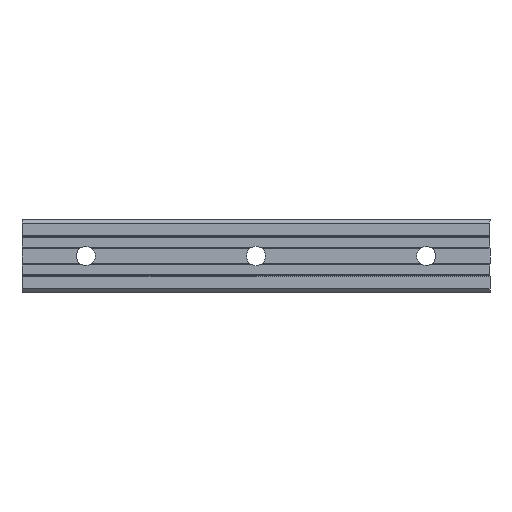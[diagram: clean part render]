
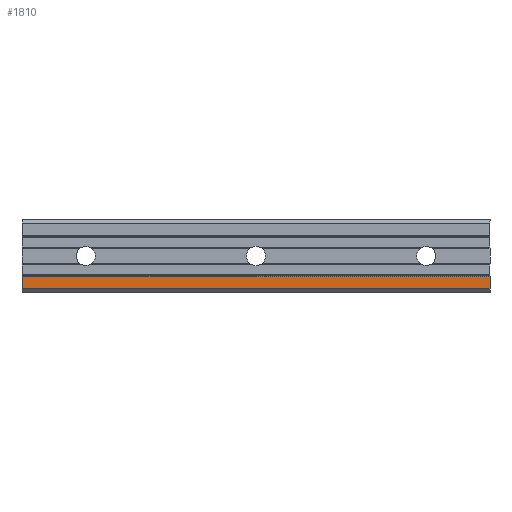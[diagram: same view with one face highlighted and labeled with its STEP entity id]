
A CAD part, front view. The second image highlights one B-rep face of the part: STEP entity #1810.
In plain terms, the highlighted planar face has unit normal (0, -1, 0).
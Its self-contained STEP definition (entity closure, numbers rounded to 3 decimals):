
#124 = DIRECTION ( 'NONE',  ( 0., 0., -1. ) ) ;
#151 = VECTOR ( 'NONE', #2508, 1000. ) ;
#157 = LINE ( 'NONE', #1007, #2678 ) ;
#216 = DIRECTION ( 'NONE',  ( 0., 0., -1. ) ) ;
#348 = VERTEX_POINT ( 'NONE', #1751 ) ;
#414 = ORIENTED_EDGE ( 'NONE', *, *, #1159, .T. ) ;
#431 = EDGE_LOOP ( 'NONE', ( #1370, #1094, #792, #414 ) ) ;
#469 = AXIS2_PLACEMENT_3D ( 'NONE', #2620, #717, #504 ) ;
#504 = DIRECTION ( 'NONE',  ( 0., 0., 1. ) ) ;
#629 = CARTESIAN_POINT ( 'NONE',  ( -30., 0., -15.5 ) ) ;
#717 = DIRECTION ( 'NONE',  ( 0., 1., 0. ) ) ;
#735 = VECTOR ( 'NONE', #124, 1000. ) ;
#792 = ORIENTED_EDGE ( 'NONE', *, *, #2668, .F. ) ;
#868 = EDGE_CURVE ( 'NONE', #348, #1950, #1035, .T. ) ;
#896 = LINE ( 'NONE', #1936, #2505 ) ;
#1007 = CARTESIAN_POINT ( 'NONE',  ( 190., 0., -9.5 ) ) ;
#1035 = LINE ( 'NONE', #1808, #735 ) ;
#1073 = EDGE_CURVE ( 'NONE', #1683, #1950, #1839, .T. ) ;
#1094 = ORIENTED_EDGE ( 'NONE', *, *, #868, .F. ) ;
#1159 = EDGE_CURVE ( 'NONE', #1941, #1683, #896, .T. ) ;
#1255 = DIRECTION ( 'NONE',  ( 1., 0., 0. ) ) ;
#1346 = PLANE ( 'NONE',  #469 ) ;
#1370 = ORIENTED_EDGE ( 'NONE', *, *, #1073, .T. ) ;
#1683 = VERTEX_POINT ( 'NONE', #629 ) ;
#1751 = CARTESIAN_POINT ( 'NONE',  ( 190., 0., -9.5 ) ) ;
#1808 = CARTESIAN_POINT ( 'NONE',  ( 190., 0., 16.739 ) ) ;
#1810 = ADVANCED_FACE ( 'NONE', ( #2609 ), #1346, .F. ) ;
#1839 = LINE ( 'NONE', #2525, #151 ) ;
#1936 = CARTESIAN_POINT ( 'NONE',  ( -30., 0., 16.739 ) ) ;
#1941 = VERTEX_POINT ( 'NONE', #2030 ) ;
#1950 = VERTEX_POINT ( 'NONE', #2444 ) ;
#2030 = CARTESIAN_POINT ( 'NONE',  ( -30., 0., -9.5 ) ) ;
#2444 = CARTESIAN_POINT ( 'NONE',  ( 190., 0., -15.5 ) ) ;
#2505 = VECTOR ( 'NONE', #216, 1000. ) ;
#2508 = DIRECTION ( 'NONE',  ( 1., 0., 0. ) ) ;
#2525 = CARTESIAN_POINT ( 'NONE',  ( 190., 0., -15.5 ) ) ;
#2609 = FACE_OUTER_BOUND ( 'NONE', #431, .T. ) ;
#2620 = CARTESIAN_POINT ( 'NONE',  ( 190., 0., -9.5 ) ) ;
#2668 = EDGE_CURVE ( 'NONE', #1941, #348, #157, .T. ) ;
#2678 = VECTOR ( 'NONE', #1255, 1000. ) ;
